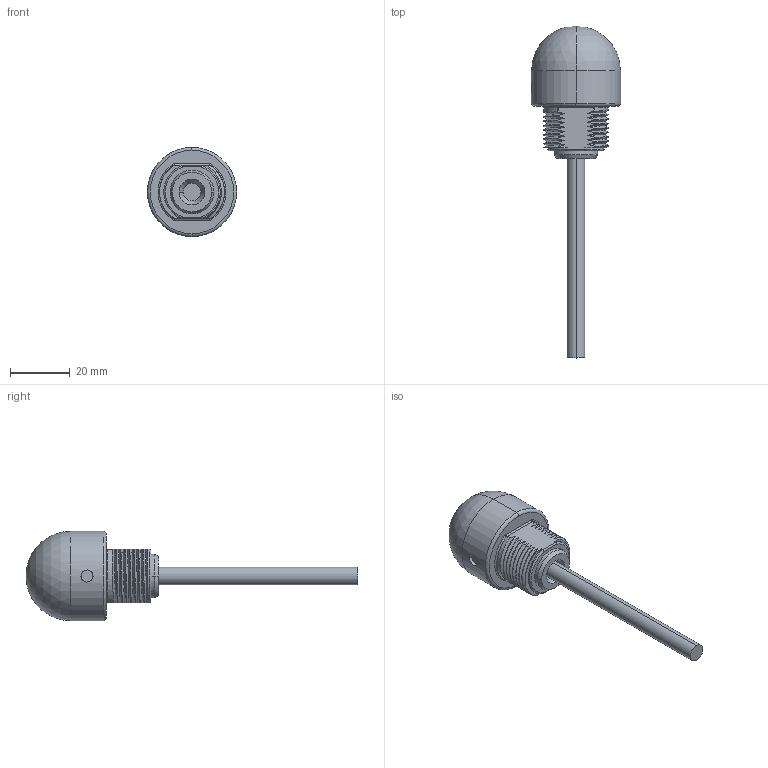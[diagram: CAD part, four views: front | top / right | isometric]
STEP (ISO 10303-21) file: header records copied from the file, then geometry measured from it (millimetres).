
FILE_DESCRIPTION((''),'2;1');
FILE_NAME('152818_SM01_ASM','2025-08-29T14:48:04',('banengservice'),('BANNER ENGINEERING'),'CREO PARAMETRIC BY PTC INC, 2022414','CREO PARAMETRIC BY PTC INC, 2022414','');
FILE_SCHEMA(('CONFIG_CONTROL_DESIGN'));
Length unit declared in the file: millimetre
Products named in the file (3): 152818_EP01; 152818_EP02; 152818_SM01_ASM
Assembly tree (2 placements, depth 2):
  152818_SM01_ASM
    152818_EP01
    152818_EP02
Bounding box: 30 x 111.6 x 30 mm (x, y, z)
Volume: 22553.5 mm3; surface area: 6110.1 mm2
Topology: 2 solids, 2 shells, 131 faces, 340 edges, 215 vertices
Faces by surface type: bspline 58, cylinder 42, plane 11, torus 10, sphere 6, cone 4
Entity records: 8208 total; most frequent: CARTESIAN_POINT 5428, ORIENTED_EDGE 676, DIRECTION 375, EDGE_CURVE 338, VERTEX_POINT 215, B_SPLINE_CURVE_WITH_KNOTS 190, AXIS2_PLACEMENT_3D 149, EDGE_LOOP 135
